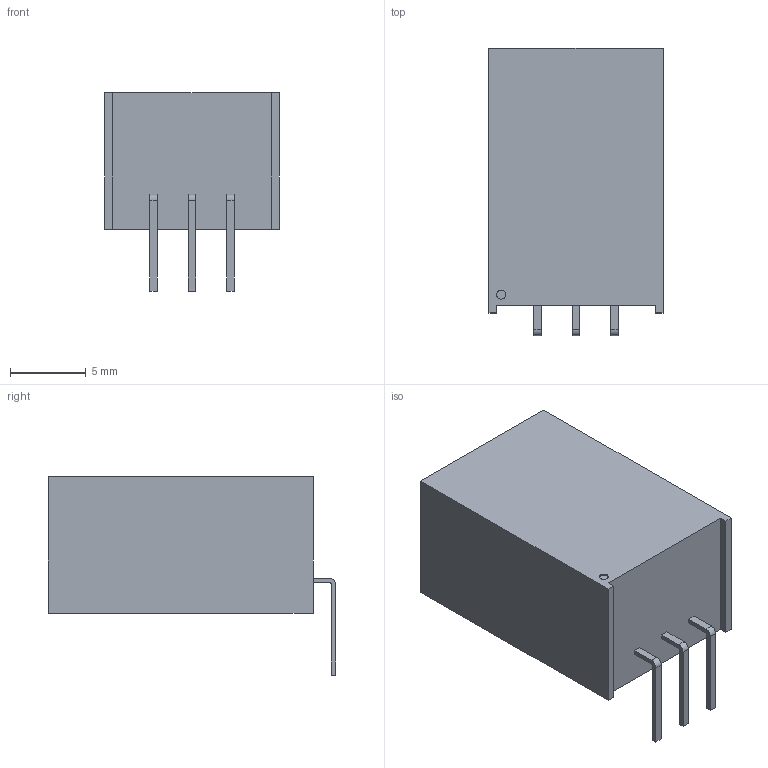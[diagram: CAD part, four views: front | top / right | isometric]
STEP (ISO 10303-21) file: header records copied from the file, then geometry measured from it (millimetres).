
FILE_DESCRIPTION(/* description */ (''),/* implementation_level */ '2;1');
FILE_NAME(/* name */ 'Switching Regulator.step',/* time_stamp */ '2024-10-13T20:35:09-04:00',/* author */ (''),/* organization */ (''),/* preprocessor_version */ 'ST-DEVELOPER v20',/* originating_system */ 'Autodesk Translation Framework v13.20.0.188',/* authorisation */ '');
FILE_SCHEMA (('AUTOMOTIVE_DESIGN { 1 0 10303 214 3 1 1 }'));
Length unit declared in the file: millimetre
Products named in the file (1): V7805 1500R Switching Regulator
Bounding box: 11.5 x 19 x 13.1 mm (x, y, z)
Volume: 1767.6 mm3; surface area: 962.5 mm2
Topology: 4 solids, 4 shells, 42 faces, 99 edges, 66 vertices
Faces by surface type: plane 35, cylinder 7
Full cylindrical faces by diameter (mm): 0.6 x1
Entity records: 1287 total; most frequent: CARTESIAN_POINT 208, DIRECTION 199, ORIENTED_EDGE 198, EDGE_CURVE 99, LINE 85, VECTOR 85, VERTEX_POINT 66, AXIS2_PLACEMENT_3D 57
